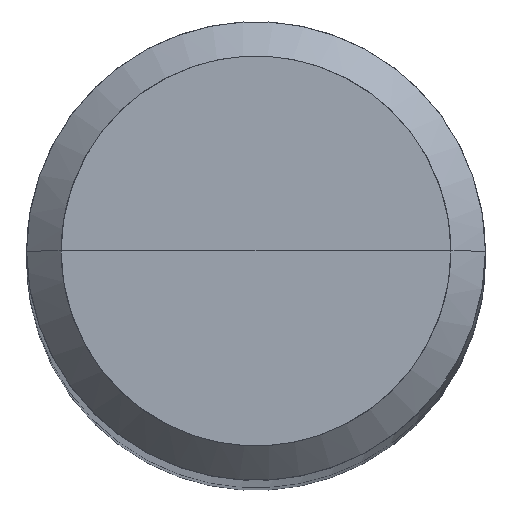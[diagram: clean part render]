
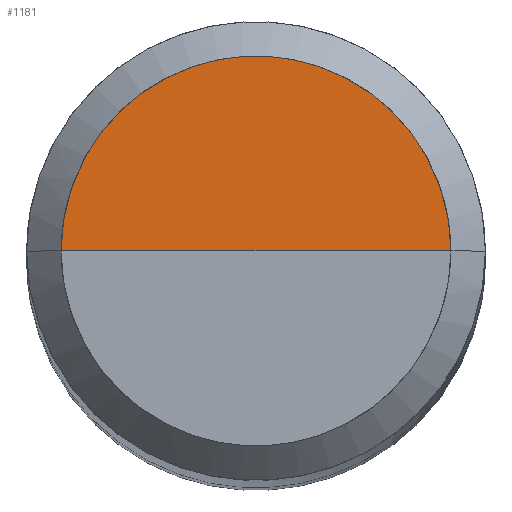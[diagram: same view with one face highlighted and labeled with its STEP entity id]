
A CAD part, top view. The second image highlights one B-rep face of the part: STEP entity #1181.
In plain terms, the highlighted free-form (B-spline) face has degree [1, 2] with [2, 5] control points.
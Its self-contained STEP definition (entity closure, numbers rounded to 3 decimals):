
#983=CARTESIAN_POINT('',(1.7,0.0,36.0));
#984=CARTESIAN_POINT('',(1.7,1.7,36.0));
#985=CARTESIAN_POINT('',(0.0,1.7,36.0));
#986=CARTESIAN_POINT('',(-1.7,1.7,36.0));
#987=CARTESIAN_POINT('',(-1.7,0.0,36.0));
#988=CARTESIAN_POINT('',(0.0,0.0,36.0));
#1166=(
BOUNDED_SURFACE()
B_SPLINE_SURFACE(1,2,(
(#983,#984,#985,#986,#987),
(#988,#988,#988,#988,#988)
), .UNSPECIFIED.,.F.,.F.,.F.)
B_SPLINE_SURFACE_WITH_KNOTS((2,2),(3,2,3),(
0.0,1.0),(
0.0,0.5,1.0), .UNSPECIFIED.)
GEOMETRIC_REPRESENTATION_ITEM()
RATIONAL_B_SPLINE_SURFACE(((1.0,0.707,1.0,0.707,1.0),
(1.0,0.707,1.0,0.707,1.0)
))
REPRESENTATION_ITEM('')
SURFACE()
);
#1167=(
BOUNDED_CURVE()
B_SPLINE_CURVE(2,(#987,#986,#985,#984,#983),.UNSPECIFIED.,.F.,.F.)
B_SPLINE_CURVE_WITH_KNOTS((3,2,3),
(0.0,0.5,1.0),.UNSPECIFIED.)
CURVE()
GEOMETRIC_REPRESENTATION_ITEM()
RATIONAL_B_SPLINE_CURVE((1.0,0.707,1.0,0.707,1.0))
REPRESENTATION_ITEM('')
);
#1168=(
BOUNDED_CURVE()
B_SPLINE_CURVE(1,(#983,#988),.UNSPECIFIED.,.F.,.F.)
B_SPLINE_CURVE_WITH_KNOTS((2,2),
(0.0,1.0),.UNSPECIFIED.)
CURVE()
GEOMETRIC_REPRESENTATION_ITEM()
RATIONAL_B_SPLINE_CURVE((1.0,1.0))
REPRESENTATION_ITEM('')
);
#1169=(
BOUNDED_CURVE()
B_SPLINE_CURVE(1,(#988,#987),.UNSPECIFIED.,.F.,.F.)
B_SPLINE_CURVE_WITH_KNOTS((2,2),
(0.0,1.0),.UNSPECIFIED.)
CURVE()
GEOMETRIC_REPRESENTATION_ITEM()
RATIONAL_B_SPLINE_CURVE((1.0,1.0))
REPRESENTATION_ITEM('')
);
#1170=VERTEX_POINT('',#983);
#1171=VERTEX_POINT('',#987);
#1172=VERTEX_POINT('',#988);
#1173=EDGE_CURVE('',#1171,#1170,#1167,.T.);
#1174=EDGE_CURVE('',#1170,#1172,#1168,.T.);
#1175=EDGE_CURVE('',#1172,#1171,#1169,.T.);
#1176=ORIENTED_EDGE('',*,*,#1173,.T.);
#1177=ORIENTED_EDGE('',*,*,#1174,.T.);
#1178=ORIENTED_EDGE('',*,*,#1175,.T.);
#1179=EDGE_LOOP('',(#1176,#1177,#1178));
#1180=FACE_OUTER_BOUND('',#1179,.T.);
#1181=ADVANCED_FACE('',(#1180),#1166,.T.);
